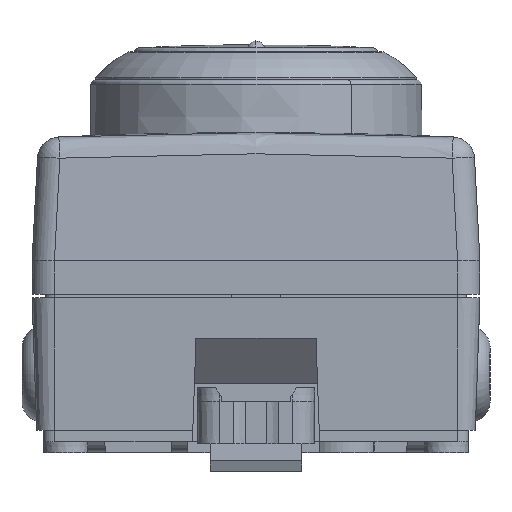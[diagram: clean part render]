
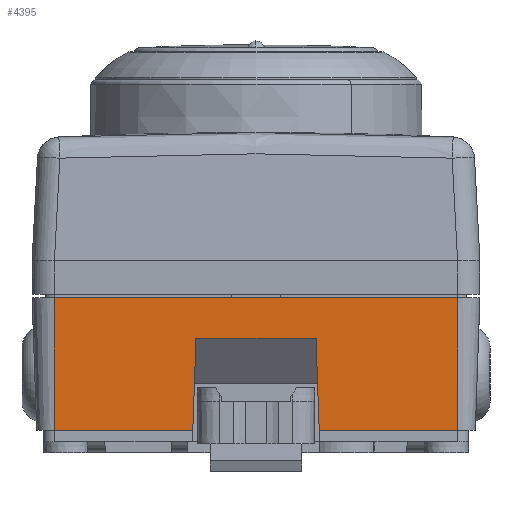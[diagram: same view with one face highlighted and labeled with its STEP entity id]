
A CAD part, left-side view. The second image highlights one B-rep face of the part: STEP entity #4395.
In plain terms, the highlighted planar face has unit normal (-0.999, 0, -0.035).
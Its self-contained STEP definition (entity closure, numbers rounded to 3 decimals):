
#1819=LINE('',#27331,#3427);
#1871=LINE('',#27778,#3479);
#1872=LINE('',#27784,#3480);
#1876=LINE('',#27793,#3484);
#1877=LINE('',#27795,#3485);
#1878=LINE('',#27796,#3486);
#1879=LINE('',#27798,#3487);
#1880=LINE('',#27799,#3488);
#3427=VECTOR('',#19547,1.);
#3479=VECTOR('',#19687,1.);
#3480=VECTOR('',#19694,1.);
#3484=VECTOR('',#19700,1.);
#3485=VECTOR('',#19701,1.);
#3486=VECTOR('',#19702,1.);
#3487=VECTOR('',#19703,1.);
#3488=VECTOR('',#19704,1.);
#4395=ADVANCED_FACE('',(#5789),#5062,.T.);
#5062=PLANE('',#16203);
#5789=FACE_OUTER_BOUND('',#6647,.T.);
#6647=EDGE_LOOP('',(#10004,#10005,#10006,#10007,#10008,#10009,#10010,#10011));
#10004=ORIENTED_EDGE('',*,*,#14374,.T.);
#10005=ORIENTED_EDGE('',*,*,#14296,.F.);
#10006=ORIENTED_EDGE('',*,*,#14375,.F.);
#10007=ORIENTED_EDGE('',*,*,#14367,.T.);
#10008=ORIENTED_EDGE('',*,*,#14376,.T.);
#10009=ORIENTED_EDGE('',*,*,#14377,.T.);
#10010=ORIENTED_EDGE('',*,*,#14370,.T.);
#10011=ORIENTED_EDGE('',*,*,#14378,.T.);
#12317=VERTEX_POINT('',#27330);
#12318=VERTEX_POINT('',#27332);
#12365=VERTEX_POINT('',#27779);
#12366=VERTEX_POINT('',#27780);
#12367=VERTEX_POINT('',#27785);
#12368=VERTEX_POINT('',#27786);
#12371=VERTEX_POINT('',#27794);
#12372=VERTEX_POINT('',#27797);
#14296=EDGE_CURVE('',#12317,#12318,#1819,.T.);
#14367=EDGE_CURVE('',#12365,#12366,#1871,.T.);
#14370=EDGE_CURVE('',#12367,#12368,#1872,.T.);
#14374=EDGE_CURVE('',#12371,#12318,#1876,.T.);
#14375=EDGE_CURVE('',#12365,#12317,#1877,.T.);
#14376=EDGE_CURVE('',#12366,#12372,#1878,.T.);
#14377=EDGE_CURVE('',#12372,#12367,#1879,.T.);
#14378=EDGE_CURVE('',#12368,#12371,#1880,.T.);
#16203=AXIS2_PLACEMENT_3D('',#27800,#19705,#19706);
#19547=DIRECTION('',(0.035,0.,-0.999));
#19687=DIRECTION('',(0.035,0.,-0.999));
#19694=DIRECTION('',(0.,-1.,0.));
#19700=DIRECTION('',(0.,-1.,0.));
#19701=DIRECTION('',(0.,-1.,0.));
#19702=DIRECTION('',(0.,-1.,0.));
#19703=DIRECTION('',(-0.035,-0.035,0.999));
#19704=DIRECTION('',(0.035,-0.035,-0.999));
#19705=DIRECTION('',(-0.999,0.,-0.035));
#19706=DIRECTION('',(0.,1.,0.));
#27330=CARTESIAN_POINT('',(-54.3,-20.5,-0.15));
#27331=CARTESIAN_POINT('',(-54.3,-20.5,-0.15));
#27332=CARTESIAN_POINT('',(-53.886,-20.5,-12.));
#27778=CARTESIAN_POINT('',(-54.3,15.5,-0.15));
#27779=CARTESIAN_POINT('',(-54.3,15.5,-0.15));
#27780=CARTESIAN_POINT('',(-53.886,15.5,-12.));
#27784=CARTESIAN_POINT('',(-54.173,2.86,-3.78));
#27785=CARTESIAN_POINT('',(-54.173,2.86,-3.78));
#27786=CARTESIAN_POINT('',(-54.173,-7.86,-3.78));
#27793=CARTESIAN_POINT('',(-53.886,-8.147,-12.));
#27794=CARTESIAN_POINT('',(-53.886,-8.147,-12.));
#27795=CARTESIAN_POINT('',(-54.3,15.5,-0.15));
#27796=CARTESIAN_POINT('',(-53.886,15.5,-12.));
#27797=CARTESIAN_POINT('',(-53.886,3.147,-12.));
#27798=CARTESIAN_POINT('',(-53.886,3.147,-12.));
#27799=CARTESIAN_POINT('',(-54.173,-7.86,-3.78));
#27800=CARTESIAN_POINT('',(-54.3,15.5,-0.15));
